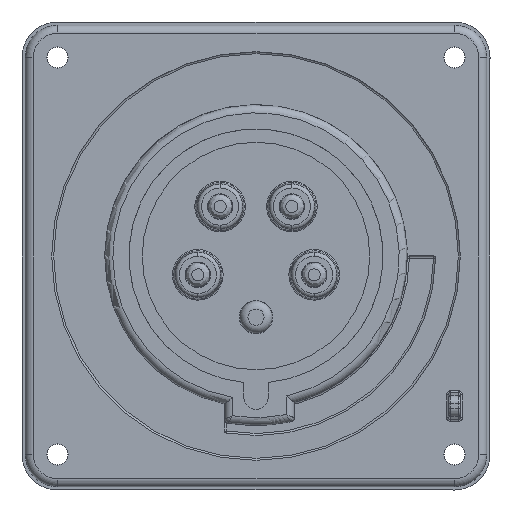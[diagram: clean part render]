
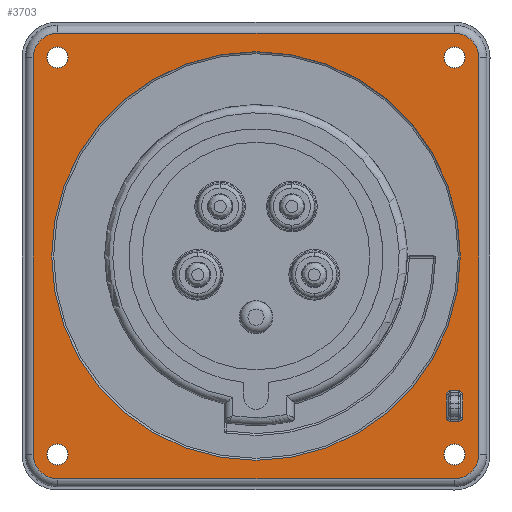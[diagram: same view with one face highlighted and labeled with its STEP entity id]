
A CAD part, front view. The second image highlights one B-rep face of the part: STEP entity #3703.
In plain terms, the highlighted planar face has unit normal (0, -1, 0).
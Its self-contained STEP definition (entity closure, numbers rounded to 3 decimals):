
#641=FACE_BOUND('',#9456,.T.);
#642=FACE_BOUND('',#9457,.T.);
#643=FACE_BOUND('',#9458,.T.);
#644=FACE_BOUND('',#9459,.T.);
#645=FACE_BOUND('',#9460,.T.);
#646=FACE_BOUND('',#9461,.T.);
#647=FACE_BOUND('',#9462,.T.);
#3703=ADVANCED_FACE('',(#641,#642,#643,#644,#645,#646,#647),#5557,.T.);
#5557=PLANE('',#41629);
#9456=EDGE_LOOP('',(#23372));
#9457=EDGE_LOOP('',(#23373));
#9458=EDGE_LOOP('',(#23374));
#9459=EDGE_LOOP('',(#23375));
#9460=EDGE_LOOP('',(#23376,#23377,#23378,#23379,#23380,#23381,#23382,#23383));
#9461=EDGE_LOOP('',(#23384,#23385,#23386,#23387,#23388,#23389,#23390,#23391));
#9462=EDGE_LOOP('',(#23392));
#11198=ELLIPSE('',#41624,1.015,1.);
#11199=ELLIPSE('',#41625,1.015,1.);
#11200=ELLIPSE('',#41626,1.015,1.);
#11201=ELLIPSE('',#41627,1.015,1.);
#12343=LINE('',#66708,#14645);
#12345=LINE('',#66720,#14647);
#12347=LINE('',#66732,#14649);
#12349=LINE('',#66744,#14651);
#12717=LINE('',#68715,#15019);
#12718=LINE('',#68719,#15020);
#12719=LINE('',#68723,#15021);
#12720=LINE('',#68727,#15022);
#14645=VECTOR('',#47965,1.);
#14647=VECTOR('',#47979,1.);
#14649=VECTOR('',#47993,1.);
#14651=VECTOR('',#48007,1.);
#15019=VECTOR('',#49425,1.);
#15020=VECTOR('',#49428,1.);
#15021=VECTOR('',#49431,1.);
#15022=VECTOR('',#49434,1.);
#16791=CIRCLE('',#41085,6.);
#16795=CIRCLE('',#41091,6.);
#16799=CIRCLE('',#41097,6.);
#16802=CIRCLE('',#41102,6.);
#17002=CIRCLE('',#41620,2.642);
#17003=CIRCLE('',#41621,2.642);
#17004=CIRCLE('',#41622,2.642);
#17005=CIRCLE('',#41623,2.642);
#17006=CIRCLE('',#41628,50.65);
#23372=ORIENTED_EDGE('',*,*,#35720,.F.);
#23373=ORIENTED_EDGE('',*,*,#35721,.F.);
#23374=ORIENTED_EDGE('',*,*,#35722,.F.);
#23375=ORIENTED_EDGE('',*,*,#35723,.F.);
#23376=ORIENTED_EDGE('',*,*,#35047,.T.);
#23377=ORIENTED_EDGE('',*,*,#35067,.F.);
#23378=ORIENTED_EDGE('',*,*,#35065,.T.);
#23379=ORIENTED_EDGE('',*,*,#35062,.T.);
#23380=ORIENTED_EDGE('',*,*,#35059,.T.);
#23381=ORIENTED_EDGE('',*,*,#35056,.T.);
#23382=ORIENTED_EDGE('',*,*,#35053,.T.);
#23383=ORIENTED_EDGE('',*,*,#35050,.T.);
#23384=ORIENTED_EDGE('',*,*,#35724,.T.);
#23385=ORIENTED_EDGE('',*,*,#35725,.T.);
#23386=ORIENTED_EDGE('',*,*,#35726,.F.);
#23387=ORIENTED_EDGE('',*,*,#35727,.F.);
#23388=ORIENTED_EDGE('',*,*,#35728,.F.);
#23389=ORIENTED_EDGE('',*,*,#35729,.F.);
#23390=ORIENTED_EDGE('',*,*,#35730,.T.);
#23391=ORIENTED_EDGE('',*,*,#35731,.F.);
#23392=ORIENTED_EDGE('',*,*,#35732,.T.);
#30864=VERTEX_POINT('',#66707);
#30865=VERTEX_POINT('',#66709);
#30867=VERTEX_POINT('',#66715);
#30869=VERTEX_POINT('',#66721);
#30871=VERTEX_POINT('',#66727);
#30873=VERTEX_POINT('',#66733);
#30875=VERTEX_POINT('',#66739);
#30877=VERTEX_POINT('',#66745);
#31235=VERTEX_POINT('',#68705);
#31236=VERTEX_POINT('',#68707);
#31237=VERTEX_POINT('',#68709);
#31238=VERTEX_POINT('',#68711);
#31239=VERTEX_POINT('',#68713);
#31240=VERTEX_POINT('',#68714);
#31241=VERTEX_POINT('',#68716);
#31242=VERTEX_POINT('',#68718);
#31243=VERTEX_POINT('',#68720);
#31244=VERTEX_POINT('',#68722);
#31245=VERTEX_POINT('',#68724);
#31246=VERTEX_POINT('',#68726);
#31247=VERTEX_POINT('',#68729);
#35047=EDGE_CURVE('',#30865,#30864,#12343,.T.);
#35050=EDGE_CURVE('',#30867,#30865,#16791,.T.);
#35053=EDGE_CURVE('',#30869,#30867,#12345,.T.);
#35056=EDGE_CURVE('',#30871,#30869,#16795,.T.);
#35059=EDGE_CURVE('',#30873,#30871,#12347,.T.);
#35062=EDGE_CURVE('',#30875,#30873,#16799,.T.);
#35065=EDGE_CURVE('',#30877,#30875,#12349,.T.);
#35067=EDGE_CURVE('',#30877,#30864,#16802,.T.);
#35720=EDGE_CURVE('',#31235,#31235,#17002,.T.);
#35721=EDGE_CURVE('',#31236,#31236,#17003,.T.);
#35722=EDGE_CURVE('',#31237,#31237,#17004,.T.);
#35723=EDGE_CURVE('',#31238,#31238,#17005,.T.);
#35724=EDGE_CURVE('',#31239,#31240,#11198,.T.);
#35725=EDGE_CURVE('',#31240,#31241,#12717,.T.);
#35726=EDGE_CURVE('',#31242,#31241,#11199,.T.);
#35727=EDGE_CURVE('',#31243,#31242,#12718,.T.);
#35728=EDGE_CURVE('',#31244,#31243,#11200,.T.);
#35729=EDGE_CURVE('',#31245,#31244,#12719,.T.);
#35730=EDGE_CURVE('',#31245,#31246,#11201,.T.);
#35731=EDGE_CURVE('',#31239,#31246,#12720,.T.);
#35732=EDGE_CURVE('',#31247,#31247,#17006,.T.);
#41085=AXIS2_PLACEMENT_3D('',#66714,#47972,#47973);
#41091=AXIS2_PLACEMENT_3D('',#66726,#47986,#47987);
#41097=AXIS2_PLACEMENT_3D('',#66738,#48000,#48001);
#41102=AXIS2_PLACEMENT_3D('',#66748,#48012,#48013);
#41620=AXIS2_PLACEMENT_3D('',#68704,#49415,#49416);
#41621=AXIS2_PLACEMENT_3D('',#68706,#49417,#49418);
#41622=AXIS2_PLACEMENT_3D('',#68708,#49419,#49420);
#41623=AXIS2_PLACEMENT_3D('',#68710,#49421,#49422);
#41624=AXIS2_PLACEMENT_3D('',#68712,#49423,#49424);
#41625=AXIS2_PLACEMENT_3D('',#68717,#49426,#49427);
#41626=AXIS2_PLACEMENT_3D('',#68721,#49429,#49430);
#41627=AXIS2_PLACEMENT_3D('',#68725,#49432,#49433);
#41628=AXIS2_PLACEMENT_3D('',#68728,#49435,#49436);
#41629=AXIS2_PLACEMENT_3D('',#68730,#49437,#49438);
#47965=DIRECTION('',(-1.,0.,0.));
#47972=DIRECTION('',(0.,-1.,0.));
#47973=DIRECTION('',(0.,0.,1.));
#47979=DIRECTION('',(0.,0.,1.));
#47986=DIRECTION('',(0.,-1.,0.));
#47987=DIRECTION('',(0.,0.,1.));
#47993=DIRECTION('',(1.,0.,0.));
#48000=DIRECTION('',(0.,-1.,0.));
#48001=DIRECTION('',(0.,0.,1.));
#48007=DIRECTION('',(0.,0.,-1.));
#48012=DIRECTION('',(0.,1.,0.));
#48013=DIRECTION('',(0.,0.,1.));
#49415=DIRECTION('',(0.,-1.,0.));
#49416=DIRECTION('',(0.,0.,1.));
#49417=DIRECTION('',(0.,-1.,0.));
#49418=DIRECTION('',(0.,0.,1.));
#49419=DIRECTION('',(0.,-1.,0.));
#49420=DIRECTION('',(0.,0.,1.));
#49421=DIRECTION('',(0.,-1.,0.));
#49422=DIRECTION('',(0.,0.,1.));
#49423=DIRECTION('',(0.,1.,0.));
#49424=DIRECTION('',(-0.049,0.,0.999));
#49425=DIRECTION('',(-1.,0.,0.));
#49426=DIRECTION('',(0.,-1.,0.));
#49427=DIRECTION('',(-0.049,0.,-0.999));
#49428=DIRECTION('',(0.,0.,-1.));
#49429=DIRECTION('',(0.,-1.,0.));
#49430=DIRECTION('',(0.049,0.,-0.999));
#49431=DIRECTION('',(-1.,0.,0.));
#49432=DIRECTION('',(0.,1.,0.));
#49433=DIRECTION('',(-0.049,0.,-0.999));
#49434=DIRECTION('',(0.,0.,1.));
#49435=DIRECTION('',(0.,1.,0.));
#49436=DIRECTION('',(0.,0.,1.));
#49437=DIRECTION('',(0.,-1.,0.));
#49438=DIRECTION('',(0.,0.,1.));
#66707=CARTESIAN_POINT('',(-49.2,24.9,59.715));
#66708=CARTESIAN_POINT('',(55.2,24.9,59.715));
#66709=CARTESIAN_POINT('',(49.2,24.9,59.715));
#66714=CARTESIAN_POINT('',(49.2,24.9,53.715));
#66715=CARTESIAN_POINT('',(55.2,24.9,53.715));
#66720=CARTESIAN_POINT('',(55.2,24.9,-50.685));
#66721=CARTESIAN_POINT('',(55.2,24.9,-44.685));
#66726=CARTESIAN_POINT('',(49.2,24.9,-44.685));
#66727=CARTESIAN_POINT('',(49.2,24.9,-50.685));
#66732=CARTESIAN_POINT('',(55.2,24.9,-50.685));
#66733=CARTESIAN_POINT('',(-49.2,24.9,-50.685));
#66738=CARTESIAN_POINT('',(-49.2,24.9,-44.685));
#66739=CARTESIAN_POINT('',(-55.2,24.9,-44.685));
#66744=CARTESIAN_POINT('',(-55.2,24.9,-50.685));
#66745=CARTESIAN_POINT('',(-55.2,24.9,53.715));
#66748=CARTESIAN_POINT('',(-49.2,24.9,53.715));
#68704=CARTESIAN_POINT('',(49.2,24.9,53.715));
#68705=CARTESIAN_POINT('',(49.2,24.9,56.357));
#68706=CARTESIAN_POINT('',(49.2,24.9,-44.685));
#68707=CARTESIAN_POINT('',(49.2,24.9,-42.043));
#68708=CARTESIAN_POINT('',(-49.2,24.9,53.715));
#68709=CARTESIAN_POINT('',(-49.2,24.9,56.357));
#68710=CARTESIAN_POINT('',(-49.2,24.9,-44.685));
#68711=CARTESIAN_POINT('',(-49.2,24.9,-42.043));
#68712=CARTESIAN_POINT('',(50.19,24.9,-35.45));
#68713=CARTESIAN_POINT('',(51.19,24.9,-35.452));
#68714=CARTESIAN_POINT('',(50.191,24.9,-36.466));
#68715=CARTESIAN_POINT('',(50.191,24.9,-36.466));
#68716=CARTESIAN_POINT('',(48.209,24.9,-36.466));
#68717=CARTESIAN_POINT('',(48.21,24.9,-35.45));
#68718=CARTESIAN_POINT('',(47.21,24.9,-35.452));
#68719=CARTESIAN_POINT('',(47.21,24.9,-29.918));
#68720=CARTESIAN_POINT('',(47.21,24.9,-29.918));
#68721=CARTESIAN_POINT('',(48.21,24.9,-29.919));
#68722=CARTESIAN_POINT('',(48.209,24.9,-28.904));
#68723=CARTESIAN_POINT('',(50.191,24.9,-28.904));
#68724=CARTESIAN_POINT('',(50.191,24.9,-28.904));
#68725=CARTESIAN_POINT('',(50.19,24.9,-29.919));
#68726=CARTESIAN_POINT('',(51.19,24.9,-29.918));
#68727=CARTESIAN_POINT('',(51.19,24.9,-35.452));
#68728=CARTESIAN_POINT('',(0.,24.9,4.515));
#68729=CARTESIAN_POINT('',(0.,24.9,55.165));
#68730=CARTESIAN_POINT('',(55.2,24.9,-50.685));
